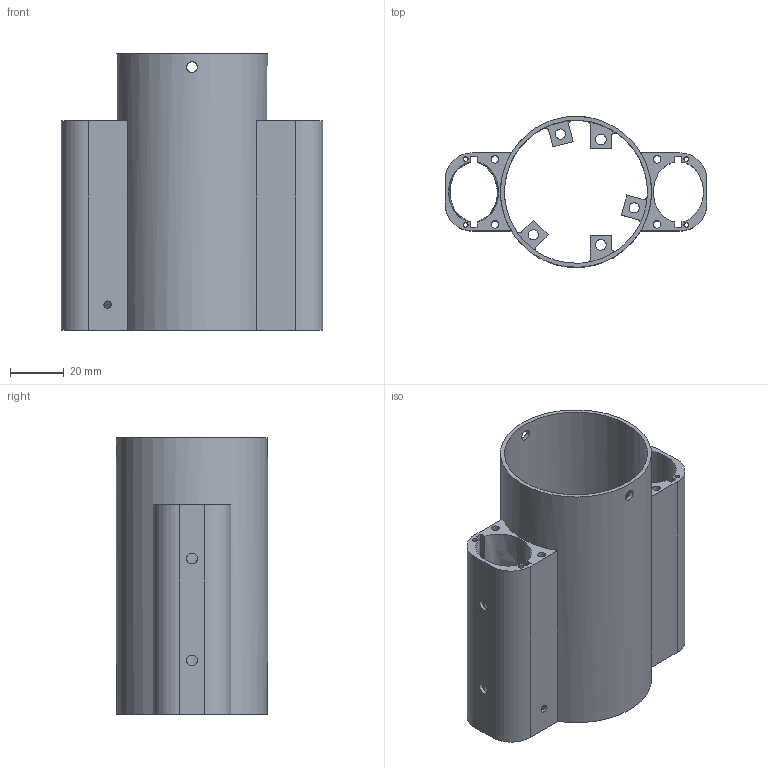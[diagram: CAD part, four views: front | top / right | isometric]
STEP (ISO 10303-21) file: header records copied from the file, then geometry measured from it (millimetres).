
FILE_DESCRIPTION(/* description */ ('STEP AP242','CAx-IF Rec.Pracs.---Representation and Presentation of Product Manufacturing Information (PMI)---4.0---2014-10-13','CAx-IF Rec.Pracs.---3D Tessellated Geometry---0.4---2014-09-14','2;1'),/* implementation_level */ '2;1');
FILE_NAME(/* name */ 'Structure - Part 2',/* time_stamp */ '2024-08-28T18:38:58Z',/* author */ (''),/* organization */ (''),/* preprocessor_version */ 'ST-DEVELOPER v20',/* originating_system */ ' ',/* authorisation */ ' ');
FILE_SCHEMA (('AP242_MANAGED_MODEL_BASED_3D_ENGINEERING_MIM_LF { 1 0 10303 442 1 1 4 }'));
Length unit declared in the file: metre
Products named in the file (1): Part 2
Bounding box: 97.5 x 56.3 x 103 mm (x, y, z)
Volume: 63646.3 mm3; surface area: 59732.3 mm2
Topology: 1 solids, 1 shells, 87 faces, 257 edges, 172 vertices
Faces by surface type: plane 46, cylinder 37, bspline 4
Full cylindrical faces by diameter (mm): 1.8 x4, 2.8 x6, 3.8 x3, 4 x6, 53.3 x1, 56.3 x1
Entity records: 3067 total; most frequent: CARTESIAN_POINT 660, DIRECTION 484, ORIENTED_EDGE 468, EDGE_CURVE 234, AXIS2_PLACEMENT_3D 175, VERTEX_POINT 170, EDGE_LOOP 154, FACE_BOUND 154
